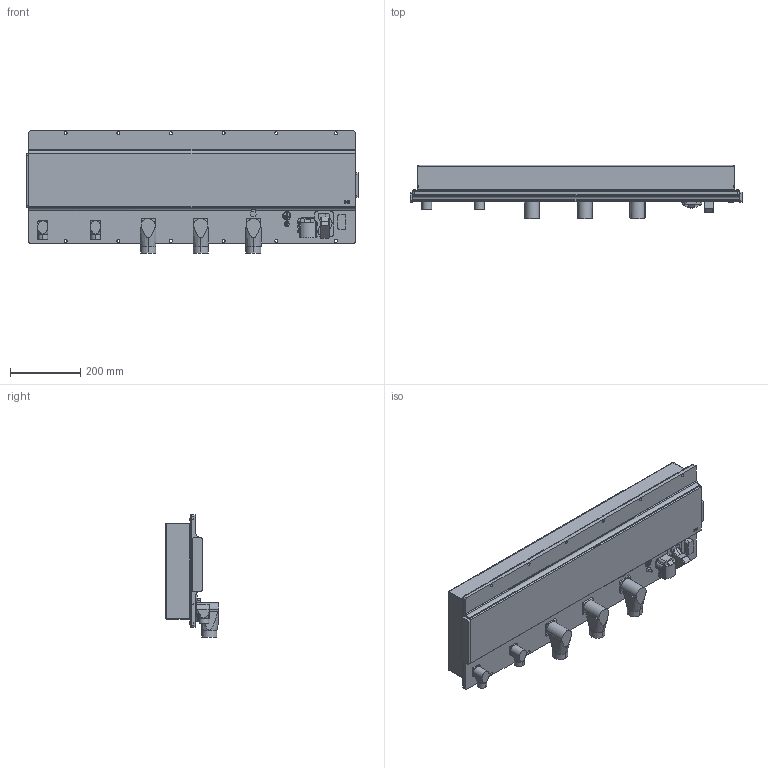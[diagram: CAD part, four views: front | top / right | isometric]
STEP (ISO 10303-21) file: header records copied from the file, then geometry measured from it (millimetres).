
FILE_DESCRIPTION (( 'STEP AP214' ), '1' );
FILE_NAME ('00T6A0E-0004.STEP', '2022-10-20T12:05:49', ( '' ), ( '' ), 'SwSTEP 2.0', 'SolidWorks 2022', '' );
FILE_SCHEMA (( 'AUTOMOTIVE_DESIGN' ));
Length unit declared in the file: millimetre
Products named in the file (13): 10044169_000; 00T6A0E-0004; 10054769_000_Standard<Wie bearbeitet>; Kundenmodell^10043652_000; Kundenmodell^10043659_000; 10014325_000; 10043652_000; 10043672_000; 10044497_000; 10007449_000_M 4 x 8; Kundenmodell^10044497_000; Kundenmodell^10043672_000; 10043659_000
Assembly tree (62 placements, depth 3):
  00T6A0E-0004
    10044497_000
      Kundenmodell^10044497_000
    10043652_000
      Kundenmodell^10043652_000
    10043659_000  x3
      Kundenmodell^10043659_000
    10044169_000
      10054769_000_Standard<Wie bearbeitet>
      10007449_000_M 4 x 8  x48
    10043672_000  x2
      Kundenmodell^10043672_000
    10014325_000
Bounding box: 946 x 151.5 x 348 mm (x, y, z)
Volume: 8532222.5 mm3; surface area: 1716402.7 mm2
Topology: 61 solids, 65 shells, 2178 faces, 4890 edges, 2954 vertices
Faces by surface type: plane 1127, cylinder 524, cone 243, torus 212, bspline 72
Entity records: 31299 total; most frequent: CARTESIAN_POINT 9900, ORIENTED_EDGE 4360, DIRECTION 4183, EDGE_CURVE 2180, AXIS2_PLACEMENT_3D 1498, VERTEX_POINT 1412, LINE 1187, VECTOR 1187
